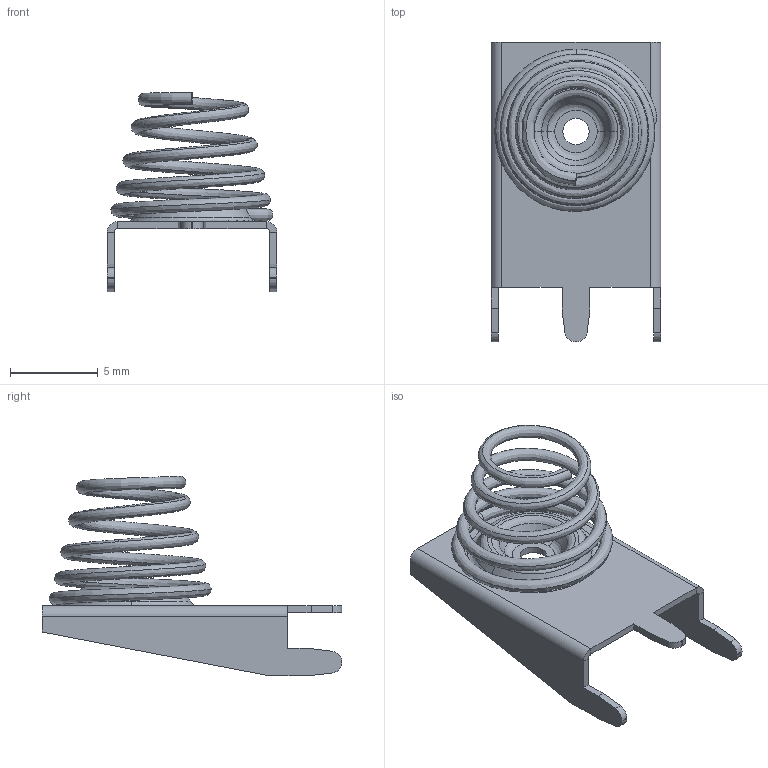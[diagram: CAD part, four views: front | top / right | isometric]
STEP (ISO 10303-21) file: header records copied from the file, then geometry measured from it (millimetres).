
FILE_DESCRIPTION (( 'STEP AP214' ), '1' );
FILE_NAME ('BK-628.STEP', '2020-02-12T03:33:48', ( '' ), ( '' ), 'SwSTEP 2.0', 'SolidWorks 2017', '' );
FILE_SCHEMA (( 'AUTOMOTIVE_DESIGN' ));
Length unit declared in the file: millimetre
Products named in the file (1): BK-628
Bounding box: 9.7 x 17.1 x 11.4 mm (x, y, z)
Volume: 148.8 mm3; surface area: 705.5 mm2
Topology: 1 solids, 1 shells, 65 faces, 159 edges, 98 vertices
Faces by surface type: plane 37, cylinder 12, torus 8, bspline 4, cone 4
Entity records: 4264 total; most frequent: CARTESIAN_POINT 2688, DIRECTION 328, ORIENTED_EDGE 318, EDGE_CURVE 159, AXIS2_PLACEMENT_3D 116, VERTEX_POINT 98, LINE 96, VECTOR 96
